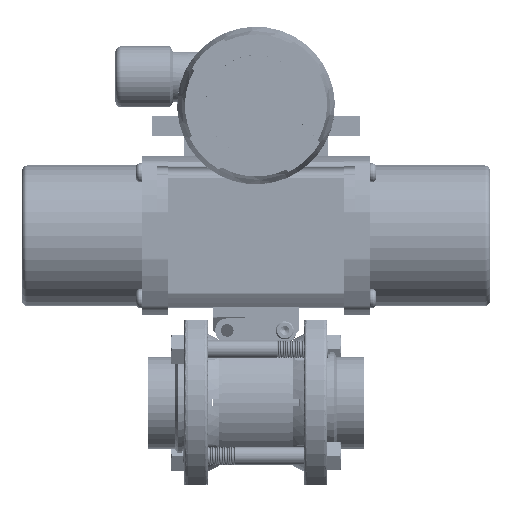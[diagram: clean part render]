
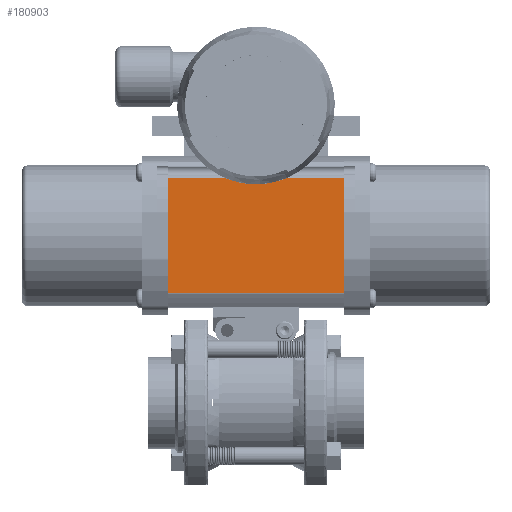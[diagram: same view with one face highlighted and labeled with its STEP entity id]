
A CAD part, top view. The second image highlights one B-rep face of the part: STEP entity #180903.
In plain terms, the highlighted planar face has unit normal (0, 0, 1).
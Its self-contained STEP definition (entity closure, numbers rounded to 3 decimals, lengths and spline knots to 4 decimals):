
#1545 = ORIENTED_EDGE ( 'NONE', *, *, #10064, .T. ) ;
#10064 = EDGE_CURVE ( 'NONE', #171583, #137525, #33796, .T. ) ;
#24885 = CARTESIAN_POINT ( 'NONE',  ( -5.0238, 3.7931, 3.281 ) ) ;
#30551 = DIRECTION ( 'NONE',  ( 0., -1., 0. ) ) ;
#33796 = LINE ( 'NONE', #24885, #119509 ) ;
#37368 = DIRECTION ( 'NONE',  ( 0., -1., 0. ) ) ;
#62257 = PLANE ( 'NONE',  #135358 ) ;
#72520 = CARTESIAN_POINT ( 'NONE',  ( -5.0238, 1.7988, 3.281 ) ) ;
#84185 = VERTEX_POINT ( 'NONE', #183958 ) ;
#85404 = EDGE_CURVE ( 'NONE', #163413, #137525, #188967, .T. ) ;
#86068 = ORIENTED_EDGE ( 'NONE', *, *, #85404, .F. ) ;
#87977 = VECTOR ( 'NONE', #88664, 39.3701 ) ;
#88664 = DIRECTION ( 'NONE',  ( 1., 0., 0. ) ) ;
#88855 = DIRECTION ( 'NONE',  ( -1., 0., 0. ) ) ;
#93158 = CARTESIAN_POINT ( 'NONE',  ( 1.5441, 3.7931, 3.281 ) ) ;
#102087 = CARTESIAN_POINT ( 'NONE',  ( 1.5441, 3.8004, 3.281 ) ) ;
#102702 = FACE_OUTER_BOUND ( 'NONE', #122582, .T. ) ;
#103857 = ORIENTED_EDGE ( 'NONE', *, *, #137999, .T. ) ;
#119443 = CARTESIAN_POINT ( 'NONE',  ( -1.5109, 3.8004, 3.281 ) ) ;
#119509 = VECTOR ( 'NONE', #88855, 39.3701 ) ;
#122582 = EDGE_LOOP ( 'NONE', ( #158572, #1545, #86068, #103857 ) ) ;
#127037 = DIRECTION ( 'NONE',  ( 0., 0., -1. ) ) ;
#130908 = LINE ( 'NONE', #72520, #87977 ) ;
#135358 = AXIS2_PLACEMENT_3D ( 'NONE', #207156, #127037, #30551 ) ;
#137525 = VERTEX_POINT ( 'NONE', #173360 ) ;
#137999 = EDGE_CURVE ( 'NONE', #163413, #84185, #130908, .T. ) ;
#143376 = VECTOR ( 'NONE', #37368, 39.3701 ) ;
#148443 = LINE ( 'NONE', #102087, #143376 ) ;
#156333 = VECTOR ( 'NONE', #167933, 39.3701 ) ;
#158572 = ORIENTED_EDGE ( 'NONE', *, *, #166401, .F. ) ;
#163413 = VERTEX_POINT ( 'NONE', #201317 ) ;
#166401 = EDGE_CURVE ( 'NONE', #171583, #84185, #148443, .T. ) ;
#167933 = DIRECTION ( 'NONE',  ( 0., 1., 0. ) ) ;
#171583 = VERTEX_POINT ( 'NONE', #93158 ) ;
#173360 = CARTESIAN_POINT ( 'NONE',  ( -1.5109, 3.7931, 3.281 ) ) ;
#180903 = ADVANCED_FACE ( 'NONE', ( #102702 ), #62257, .F. ) ;
#183958 = CARTESIAN_POINT ( 'NONE',  ( 1.5441, 1.7988, 3.281 ) ) ;
#188967 = LINE ( 'NONE', #119443, #156333 ) ;
#201317 = CARTESIAN_POINT ( 'NONE',  ( -1.5109, 1.7988, 3.281 ) ) ;
#207156 = CARTESIAN_POINT ( 'NONE',  ( -5.0238, 3.8004, 3.281 ) ) ;
